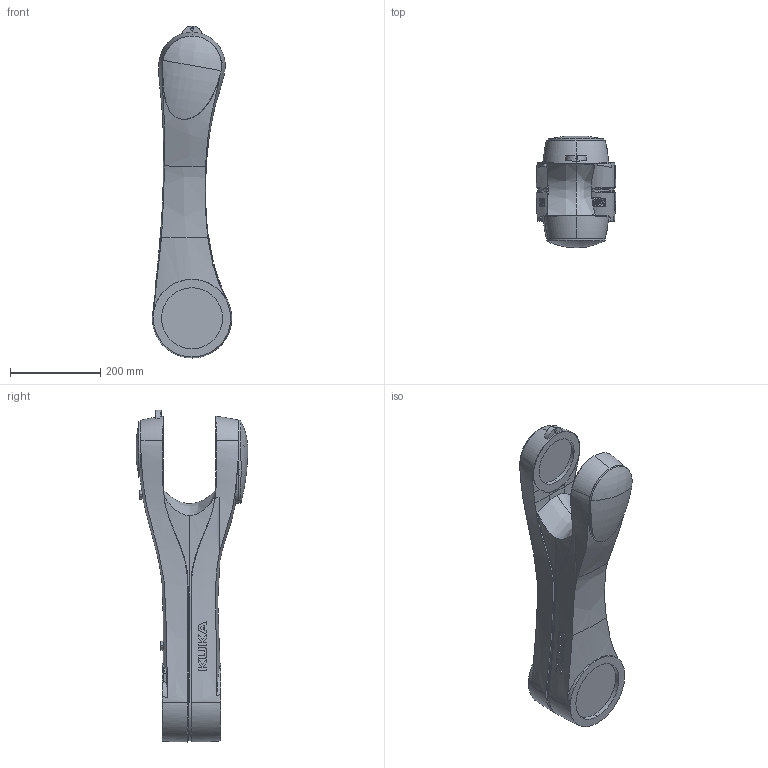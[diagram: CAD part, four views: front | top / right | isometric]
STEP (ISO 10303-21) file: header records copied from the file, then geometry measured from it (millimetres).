
FILE_DESCRIPTION (( 'STEP AP203' ), '1' );
FILE_NAME ('Axis2_Default_sldprt.STEP', '2017-03-29T10:51:47', ( 'Jeffrey Minnaard' ), ( 'HP' ), 'SwSTEP 2.0', 'SolidWorks 2016', '' );
FILE_SCHEMA (( 'CONFIG_CONTROL_DESIGN' ));
Length unit declared in the file: millimetre
Products named in the file (1): Axis2_Default_sldprt
Bounding box: 175.94 x 247.3 x 735.49 mm (x, y, z)
Volume: 10062421.5 mm3; surface area: 502229.8 mm2
Topology: 1 solids, 3 shells, 321 faces, 858 edges, 560 vertices
Faces by surface type: plane 157, bspline 86, cylinder 43, cone 20, torus 15
Entity records: 19381 total; most frequent: CARTESIAN_POINT 12489, ORIENTED_EDGE 1700, DIRECTION 958, EDGE_CURVE 850, VERTEX_POINT 560, B_SPLINE_CURVE_WITH_KNOTS 475, AXIS2_PLACEMENT_3D 366, EDGE_LOOP 348
